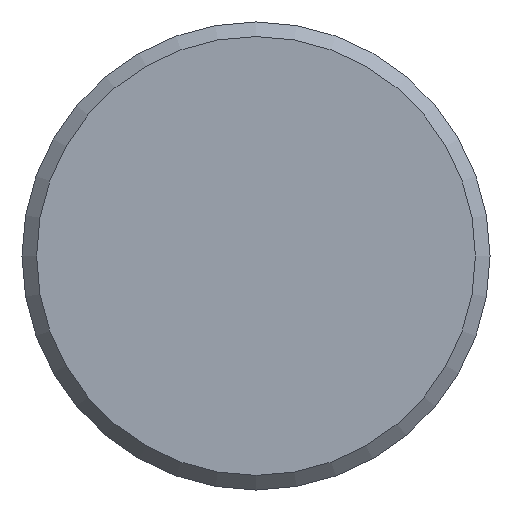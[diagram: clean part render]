
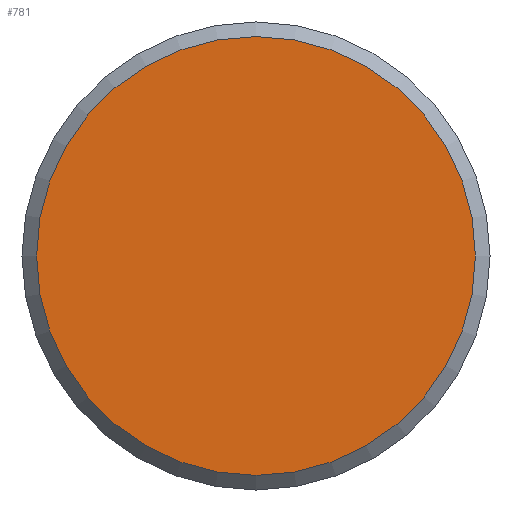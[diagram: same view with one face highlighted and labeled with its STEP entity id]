
A CAD part, front view. The second image highlights one B-rep face of the part: STEP entity #781.
In plain terms, the highlighted planar face has unit normal (0, -1, 0).
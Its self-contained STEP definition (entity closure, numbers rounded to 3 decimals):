
#57=PLANE('',#909);
#102=FACE_OUTER_BOUND('',#163,.T.);
#163=EDGE_LOOP('',(#645));
#295=CIRCLE('',#908,15.);
#358=VERTEX_POINT('',#1391);
#454=EDGE_CURVE('',#358,#358,#295,.T.);
#645=ORIENTED_EDGE('',*,*,#454,.T.);
#781=ADVANCED_FACE('',(#102),#57,.T.);
#908=AXIS2_PLACEMENT_3D('',#1392,#1150,#1151);
#909=AXIS2_PLACEMENT_3D('',#1394,#1153,#1154);
#1150=DIRECTION('center_axis',(0.,-1.,0.));
#1151=DIRECTION('ref_axis',(1.,0.,0.));
#1153=DIRECTION('center_axis',(0.,-1.,0.));
#1154=DIRECTION('ref_axis',(0.,0.,-1.));
#1391=CARTESIAN_POINT('',(-15.,0.,0.));
#1392=CARTESIAN_POINT('Origin',(0.,0.,
0.));
#1394=CARTESIAN_POINT('Origin',(7.5,0.,0.));
